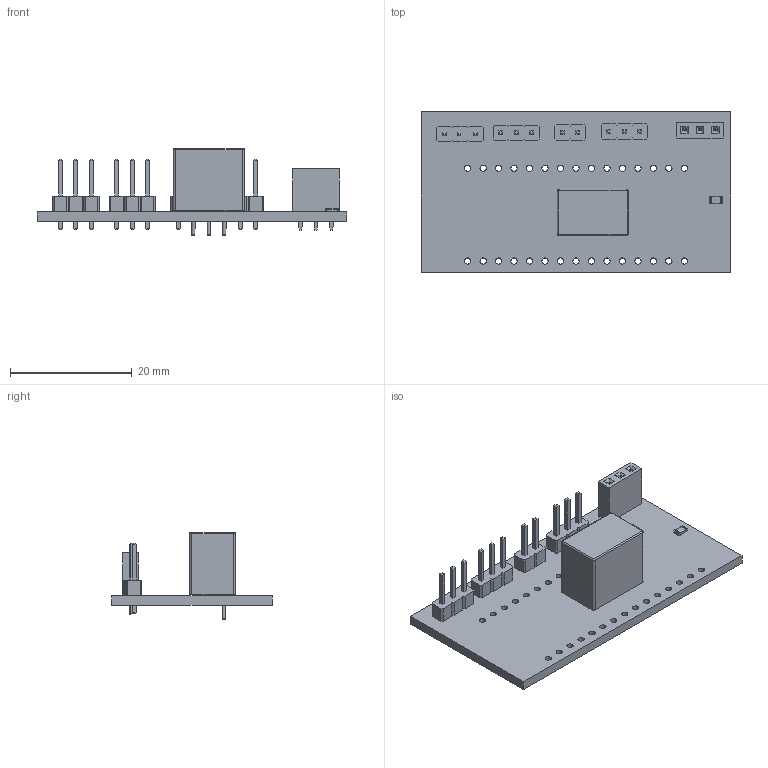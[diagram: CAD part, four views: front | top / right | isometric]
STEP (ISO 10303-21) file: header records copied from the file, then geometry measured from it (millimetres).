
FILE_DESCRIPTION(('KiCad electronic assembly'),'2;1');
FILE_NAME('pcb_robot_ares.step','2023-05-18T13:11:25',('Pcbnew'),( 'Kicad'),'Open CASCADE STEP processor 7.6','KiCad to STEP converter' ,'Unknown');
FILE_SCHEMA(('AUTOMOTIVE_DESIGN { 1 0 10303 214 1 1 1 1 }'));
Length unit declared in the file: millimetre
Products named in the file (12): pcb_robot_ares 1; Converter_DCDC_TRACO_TSR-1_THT; SOLID; R_0805_2012Metric; PinHeader_1x03_P2.54mm_Vertical; PinSocket_1x03_P2.54mm_Vertical; PinHeader_1x02_P2.54mm_Vertical; pcb_robot_ares PCB
Assembly tree (13 placements, depth 3):
  pcb_robot_ares 1
    Converter_DCDC_TRACO_TSR-1_THT
      SOLID
    R_0805_2012Metric
      SOLID
    PinHeader_1x03_P2.54mm_Vertical  x3
      SOLID
    PinSocket_1x03_P2.54mm_Vertical
      SOLID
    PinHeader_1x02_P2.54mm_Vertical
      SOLID
    pcb_robot_ares PCB
Bounding box: 50.7 x 26.31 x 14.2 mm (x, y, z)
Volume: 3300.8 mm3; surface area: 4486.4 mm2
Topology: 8 solids, 8 shells, 489 faces, 1202 edges, 763 vertices
Faces by surface type: plane 416, cylinder 66, torus 7
Full cylindrical faces by diameter (mm): 0.5 x3, 1 x17, 1.02 x30
Entity records: 23569 total; most frequent: CARTESIAN_POINT 4058, DIRECTION 3263, LINE 2260, VECTOR 2260, ORIENTED_EDGE 1684, PCURVE 1684, DEFINITIONAL_REPRESENTATION 1684, EDGE_CURVE 842
